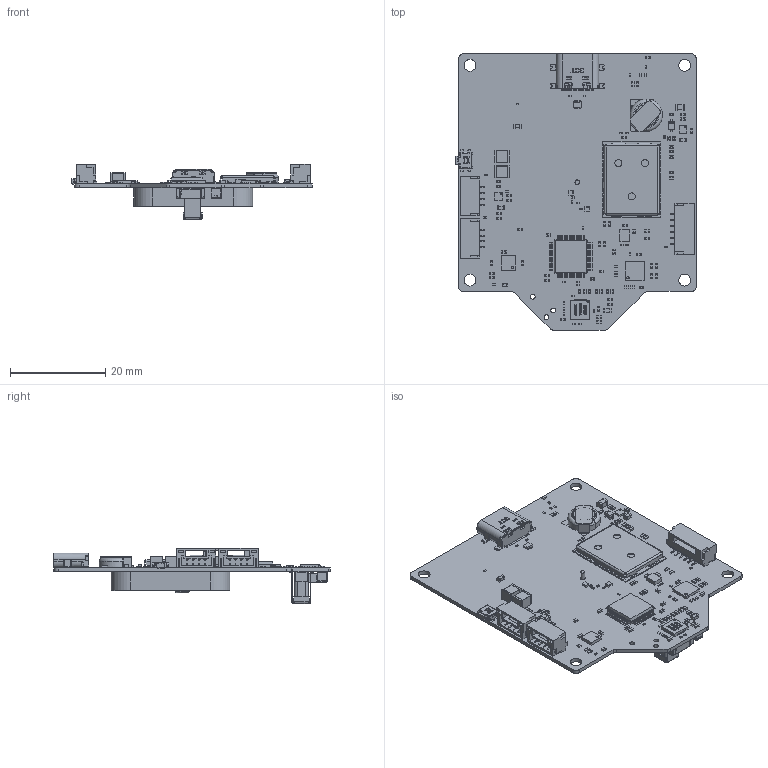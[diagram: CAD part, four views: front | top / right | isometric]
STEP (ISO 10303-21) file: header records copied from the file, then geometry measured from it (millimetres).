
FILE_DESCRIPTION(/* description */ ('STEP AP242','CAx-IF Rec.Pracs.---Representation and Presentation of Product Manufacturing Information (PMI)---4.0---2014-10-13','CAx-IF Rec.Pracs.---3D Tessellated Geometry---0.4---2014-09-14','2;1'),/* implementation_level */ '2;1');
FILE_NAME(/* name */ '68fa9fb961ec812cd785be52',/* time_stamp */ '2025-10-23T21:36:00Z',/* author */ (''),/* organization */ (''),/* preprocessor_version */ 'ST-DEVELOPER v20',/* originating_system */ 'ONSHAPE BY PTC INC, 1.205',/* authorisation */ ' ');
FILE_SCHEMA (('AP242_MANAGED_MODEL_BASED_3D_ENGINEERING_MIM_LF { 1 0 10303 442 1 1 4 }'));
Products named in the file (1): M10070_LocationOne_PCB
Bounding box: 50.58 x 58.13 x 11.64 mm (x, y, z)
Volume: 5353.5 mm3; surface area: 8413.1 mm2
Topology: 1 solids, 3 shells, 6831 faces, 18989 edges, 12205 vertices
Faces by surface type: plane 4332, cylinder 1843, torus 361, bspline 202, sphere 58, cone 35
Full cylindrical faces by diameter (mm): 0.05 x1, 0.2 x4, 0.35 x1, 0.4 x2, 0.5 x4, 0.6 x3, 0.65 x2, 0.7 x2, 0.8 x4, 0.9 x1, 0.991 x3, 1 x1, 1.5 x3, 2.5 x4, 3 x1
Entity records: 249311 total; most frequent: CARTESIAN_POINT 48738, ORIENTED_EDGE 37758, DIRECTION 35719, EDGE_CURVE 18879, LINE 14195, VECTOR 14195, VERTEX_POINT 12173, AXIS2_PLACEMENT_3D 10762
